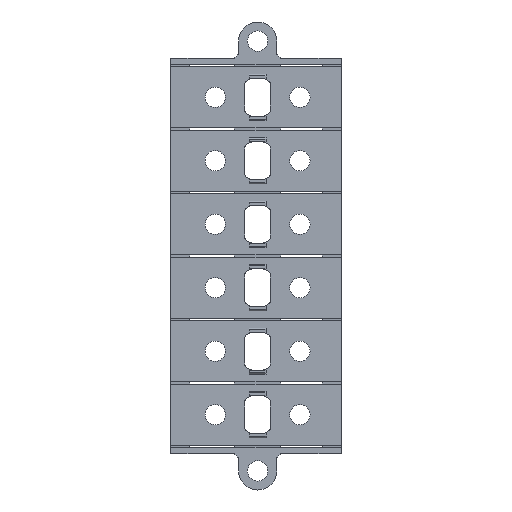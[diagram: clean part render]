
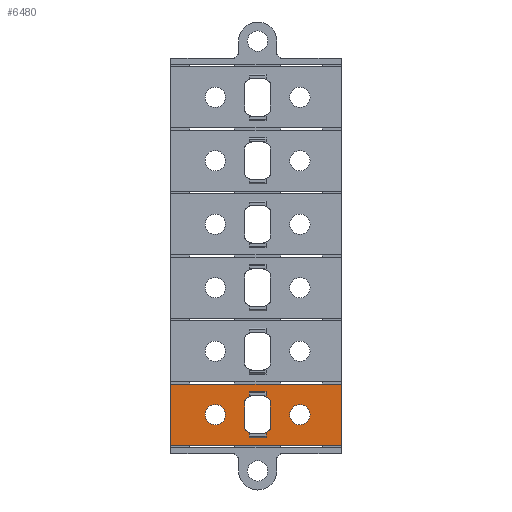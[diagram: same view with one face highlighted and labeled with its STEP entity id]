
A CAD part, left-side view. The second image highlights one B-rep face of the part: STEP entity #6480.
In plain terms, the highlighted planar face has unit normal (-1, 0, 0).
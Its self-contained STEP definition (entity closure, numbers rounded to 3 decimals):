
#921=DIRECTION('',(0.,0.,-1.));
#922=VECTOR('',#921,14.5);
#923=CARTESIAN_POINT('',(0.,-40.95,-67.75));
#924=LINE('',#923,#922);
#925=DIRECTION('',(0.,1.,0.));
#926=VECTOR('',#925,40.25);
#927=CARTESIAN_POINT('',(0.,-40.95,-82.25));
#928=LINE('',#927,#926);
#929=DIRECTION('',(0.,0.,1.));
#930=VECTOR('',#929,14.5);
#931=CARTESIAN_POINT('',(0.,-0.7,-82.25));
#932=LINE('',#931,#930);
#933=DIRECTION('',(0.,1.,0.));
#934=VECTOR('',#933,40.25);
#935=CARTESIAN_POINT('',(0.,-40.95,-67.75));
#936=LINE('',#935,#934);
#937=CARTESIAN_POINT('',(0.,-11.2,-75.));
#938=DIRECTION('',(1.,0.,0.));
#939=DIRECTION('',(0.,0.,-1.));
#940=AXIS2_PLACEMENT_3D('',#937,#938,#939);
#942=CARTESIAN_POINT('',(0.,-11.2,-75.));
#943=DIRECTION('',(1.,0.,0.));
#944=DIRECTION('',(0.,0.,1.));
#945=AXIS2_PLACEMENT_3D('',#942,#943,#944);
#947=CARTESIAN_POINT('',(0.,-31.2,-75.));
#948=DIRECTION('',(-1.,0.,0.));
#949=DIRECTION('',(0.,0.,1.));
#950=AXIS2_PLACEMENT_3D('',#947,#948,#949);
#952=CARTESIAN_POINT('',(0.,-31.2,-75.));
#953=DIRECTION('',(-1.,0.,0.));
#954=DIRECTION('',(0.,0.,-1.));
#955=AXIS2_PLACEMENT_3D('',#952,#953,#954);
#957=DIRECTION('',(0.,0.,1.));
#958=VECTOR('',#957,0.65);
#959=CARTESIAN_POINT('',(0.,-23.2,-80.1));
#960=LINE('',#959,#958);
#961=CARTESIAN_POINT('',(0.,-22.516,-78.95));
#962=DIRECTION('',(1.,0.,0.));
#963=DIRECTION('',(0.,-0.5,-0.866));
#964=AXIS2_PLACEMENT_3D('',#961,#962,#963);
#966=DIRECTION('',(0.,0.866,-0.5));
#967=VECTOR('',#966,1.367);
#968=CARTESIAN_POINT('',(0.,-23.95,-78.699));
#969=LINE('',#968,#967);
#970=CARTESIAN_POINT('',(0.,-23.7,-78.266));
#971=DIRECTION('',(1.,0.,0.));
#972=DIRECTION('',(0.,-1.,0.));
#973=AXIS2_PLACEMENT_3D('',#970,#971,#972);
#975=CARTESIAN_POINT('',(0.,-23.7,-71.734));
#976=DIRECTION('',(1.,0.,0.));
#977=DIRECTION('',(0.,-0.5,0.866));
#978=AXIS2_PLACEMENT_3D('',#975,#976,#977);
#980=DIRECTION('',(0.,-0.866,-0.5));
#981=VECTOR('',#980,1.367);
#982=CARTESIAN_POINT('',(0.,-22.766,-70.617));
#983=LINE('',#982,#981);
#984=CARTESIAN_POINT('',(0.,-22.516,-71.05));
#985=DIRECTION('',(1.,0.,0.));
#986=DIRECTION('',(0.,0.,1.));
#987=AXIS2_PLACEMENT_3D('',#984,#985,#986);
#989=DIRECTION('',(0.,0.,1.));
#990=VECTOR('',#989,0.65);
#991=CARTESIAN_POINT('',(0.,-23.2,-70.55));
#992=LINE('',#991,#990);
#993=DIRECTION('',(0.,1.,0.));
#994=VECTOR('',#993,4.);
#995=CARTESIAN_POINT('',(0.,-23.2,-69.9));
#996=LINE('',#995,#994);
#997=DIRECTION('',(0.,0.,-1.));
#998=VECTOR('',#997,0.65);
#999=CARTESIAN_POINT('',(0.,-19.2,-69.9));
#1000=LINE('',#999,#998);
#1001=CARTESIAN_POINT('',(0.,-19.884,-71.05));
#1002=DIRECTION('',(1.,0.,0.));
#1003=DIRECTION('',(0.,0.5,0.866));
#1004=AXIS2_PLACEMENT_3D('',#1001,#1002,#1003);
#1006=DIRECTION('',(0.,-0.866,0.5));
#1007=VECTOR('',#1006,1.367);
#1008=CARTESIAN_POINT('',(0.,-18.45,-71.301));
#1009=LINE('',#1008,#1007);
#1010=CARTESIAN_POINT('',(0.,-18.7,-71.734));
#1011=DIRECTION('',(1.,0.,0.));
#1012=DIRECTION('',(0.,1.,0.));
#1013=AXIS2_PLACEMENT_3D('',#1010,#1011,#1012);
#1015=CARTESIAN_POINT('',(0.,-18.7,-78.266));
#1016=DIRECTION('',(1.,0.,0.));
#1017=DIRECTION('',(0.,0.5,-0.866));
#1018=AXIS2_PLACEMENT_3D('',#1015,#1016,#1017);
#1020=DIRECTION('',(0.,0.866,0.5));
#1021=VECTOR('',#1020,1.367);
#1022=CARTESIAN_POINT('',(0.,-19.634,-79.383));
#1023=LINE('',#1022,#1021);
#1024=CARTESIAN_POINT('',(0.,-19.884,-78.95));
#1025=DIRECTION('',(1.,0.,0.));
#1026=DIRECTION('',(0.,0.,-1.));
#1027=AXIS2_PLACEMENT_3D('',#1024,#1025,#1026);
#1029=DIRECTION('',(0.,0.,-1.));
#1030=VECTOR('',#1029,0.65);
#1031=CARTESIAN_POINT('',(0.,-19.2,-79.45));
#1032=LINE('',#1031,#1030);
#1033=DIRECTION('',(0.,1.,0.));
#1034=VECTOR('',#1033,4.);
#1035=CARTESIAN_POINT('',(0.,-23.2,-80.1));
#1036=LINE('',#1035,#1034);
#3565=DIRECTION('',(0.,-1.,0.));
#3566=VECTOR('',#3565,0.684);
#3567=CARTESIAN_POINT('',(0.,-22.516,-79.45));
#3568=LINE('',#3567,#3566);
#3573=DIRECTION('',(0.,-1.,0.));
#3574=VECTOR('',#3573,0.684);
#3575=CARTESIAN_POINT('',(0.,-19.2,-79.45));
#3576=LINE('',#3575,#3574);
#3609=DIRECTION('',(0.,0.,1.));
#3610=VECTOR('',#3609,6.533);
#3611=CARTESIAN_POINT('',(0.,-18.2,-78.266));
#3612=LINE('',#3611,#3610);
#3625=DIRECTION('',(0.,1.,0.));
#3626=VECTOR('',#3625,0.684);
#3627=CARTESIAN_POINT('',(0.,-19.884,-70.55));
#3628=LINE('',#3627,#3626);
#3629=DIRECTION('',(0.,1.,0.));
#3630=VECTOR('',#3629,0.684);
#3631=CARTESIAN_POINT('',(0.,-23.2,-70.55));
#3632=LINE('',#3631,#3630);
#3673=DIRECTION('',(0.,0.,-1.));
#3674=VECTOR('',#3673,6.533);
#3675=CARTESIAN_POINT('',(0.,-24.2,-71.734));
#3676=LINE('',#3675,#3674);
#4749=CARTESIAN_POINT('',(0.,-40.95,-67.75));
#4750=CARTESIAN_POINT('',(0.,-40.95,-82.25));
#4751=VERTEX_POINT('',#4749);
#4752=VERTEX_POINT('',#4750);
#4753=CARTESIAN_POINT('',(0.,-0.7,-82.25));
#4754=CARTESIAN_POINT('',(0.,-0.7,-67.75));
#4755=VERTEX_POINT('',#4753);
#4756=VERTEX_POINT('',#4754);
#4757=CARTESIAN_POINT('',(0.,-11.2,-77.4));
#4758=CARTESIAN_POINT('',(0.,-11.2,-72.6));
#4759=VERTEX_POINT('',#4757);
#4760=VERTEX_POINT('',#4758);
#4765=CARTESIAN_POINT('',(0.,-31.2,-72.6));
#4766=CARTESIAN_POINT('',(0.,-31.2,-77.4));
#4767=VERTEX_POINT('',#4765);
#4768=VERTEX_POINT('',#4766);
#4773=CARTESIAN_POINT('',(0.,-18.2,-71.734));
#4774=CARTESIAN_POINT('',(0.,-18.45,-71.301));
#4775=VERTEX_POINT('',#4773);
#4776=VERTEX_POINT('',#4774);
#4777=CARTESIAN_POINT('',(0.,-19.634,-70.617));
#4778=VERTEX_POINT('',#4777);
#4779=CARTESIAN_POINT('',(0.,-22.766,-70.617));
#4780=CARTESIAN_POINT('',(0.,-23.95,-71.301));
#4781=VERTEX_POINT('',#4779);
#4782=VERTEX_POINT('',#4780);
#4783=CARTESIAN_POINT('',(0.,-24.2,-71.734));
#4784=VERTEX_POINT('',#4783);
#4785=CARTESIAN_POINT('',(0.,-24.2,-78.266));
#4786=CARTESIAN_POINT('',(0.,-23.95,-78.699));
#4787=VERTEX_POINT('',#4785);
#4788=VERTEX_POINT('',#4786);
#4789=CARTESIAN_POINT('',(0.,-22.766,-79.383));
#4790=VERTEX_POINT('',#4789);
#4791=CARTESIAN_POINT('',(0.,-19.634,-79.383));
#4792=CARTESIAN_POINT('',(0.,-18.45,-78.699));
#4793=VERTEX_POINT('',#4791);
#4794=VERTEX_POINT('',#4792);
#4795=CARTESIAN_POINT('',(0.,-18.2,-78.266));
#4796=VERTEX_POINT('',#4795);
#4797=CARTESIAN_POINT('',(0.,-19.884,-70.55));
#4798=VERTEX_POINT('',#4797);
#4799=CARTESIAN_POINT('',(0.,-22.516,-70.55));
#4800=VERTEX_POINT('',#4799);
#4801=CARTESIAN_POINT('',(0.,-22.516,-79.45));
#4802=VERTEX_POINT('',#4801);
#4803=CARTESIAN_POINT('',(0.,-19.884,-79.45));
#4804=VERTEX_POINT('',#4803);
#5429=CARTESIAN_POINT('',(0.,-23.2,-80.1));
#5430=CARTESIAN_POINT('',(0.,-23.2,-79.45));
#5431=VERTEX_POINT('',#5429);
#5432=VERTEX_POINT('',#5430);
#5433=CARTESIAN_POINT('',(0.,-23.2,-70.55));
#5434=CARTESIAN_POINT('',(0.,-23.2,-69.9));
#5435=VERTEX_POINT('',#5433);
#5436=VERTEX_POINT('',#5434);
#5437=CARTESIAN_POINT('',(0.,-19.2,-79.45));
#5438=CARTESIAN_POINT('',(0.,-19.2,-80.1));
#5439=VERTEX_POINT('',#5437);
#5440=VERTEX_POINT('',#5438);
#5441=CARTESIAN_POINT('',(0.,-19.2,-69.9));
#5442=CARTESIAN_POINT('',(0.,-19.2,-70.55));
#5443=VERTEX_POINT('',#5441);
#5444=VERTEX_POINT('',#5442);
#6405=CARTESIAN_POINT('',(0.,0.,-75.));
#6406=DIRECTION('',(1.,0.,0.));
#6407=DIRECTION('',(0.,0.,-1.));
#6408=AXIS2_PLACEMENT_3D('',#6405,#6406,#6407);
#6409=PLANE('',#6408);
#6410=ORIENTED_EDGE('',*,*,#6228,.T.);
#6412=ORIENTED_EDGE('',*,*,#6411,.T.);
#6414=ORIENTED_EDGE('',*,*,#6413,.T.);
#6415=ORIENTED_EDGE('',*,*,#6387,.F.);
#6416=EDGE_LOOP('',(#6410,#6412,#6414,#6415));
#6417=FACE_OUTER_BOUND('',#6416,.F.);
#6419=ORIENTED_EDGE('',*,*,#6418,.F.);
#6421=ORIENTED_EDGE('',*,*,#6420,.F.);
#6422=EDGE_LOOP('',(#6419,#6421));
#6423=FACE_BOUND('',#6422,.F.);
#6425=ORIENTED_EDGE('',*,*,#6424,.T.);
#6427=ORIENTED_EDGE('',*,*,#6426,.T.);
#6428=EDGE_LOOP('',(#6425,#6427));
#6429=FACE_BOUND('',#6428,.F.);
#6431=ORIENTED_EDGE('',*,*,#6430,.T.);
#6433=ORIENTED_EDGE('',*,*,#6432,.F.);
#6435=ORIENTED_EDGE('',*,*,#6434,.F.);
#6437=ORIENTED_EDGE('',*,*,#6436,.F.);
#6439=ORIENTED_EDGE('',*,*,#6438,.F.);
#6441=ORIENTED_EDGE('',*,*,#6440,.F.);
#6443=ORIENTED_EDGE('',*,*,#6442,.F.);
#6445=ORIENTED_EDGE('',*,*,#6444,.F.);
#6447=ORIENTED_EDGE('',*,*,#6446,.F.);
#6449=ORIENTED_EDGE('',*,*,#6448,.F.);
#6451=ORIENTED_EDGE('',*,*,#6450,.T.);
#6453=ORIENTED_EDGE('',*,*,#6452,.T.);
#6455=ORIENTED_EDGE('',*,*,#6454,.T.);
#6457=ORIENTED_EDGE('',*,*,#6456,.F.);
#6459=ORIENTED_EDGE('',*,*,#6458,.F.);
#6461=ORIENTED_EDGE('',*,*,#6460,.F.);
#6463=ORIENTED_EDGE('',*,*,#6462,.F.);
#6465=ORIENTED_EDGE('',*,*,#6464,.F.);
#6467=ORIENTED_EDGE('',*,*,#6466,.F.);
#6469=ORIENTED_EDGE('',*,*,#6468,.F.);
#6471=ORIENTED_EDGE('',*,*,#6470,.F.);
#6473=ORIENTED_EDGE('',*,*,#6472,.F.);
#6475=ORIENTED_EDGE('',*,*,#6474,.T.);
#6477=ORIENTED_EDGE('',*,*,#6476,.F.);
#6478=EDGE_LOOP('',(#6431,#6433,#6435,#6437,#6439,#6441,#6443,#6445,#6447,#6449,
#6451,#6453,#6455,#6457,#6459,#6461,#6463,#6465,#6467,#6469,#6471,#6473,#6475,
#6477));
#6479=FACE_BOUND('',#6478,.F.);
#6480=ADVANCED_FACE('',(#6417,#6423,#6429,#6479),#6409,.F.);
#941=CIRCLE('',#940,2.4);
#946=CIRCLE('',#945,2.4);
#951=CIRCLE('',#950,2.4);
#956=CIRCLE('',#955,2.4);
#965=CIRCLE('',#964,0.5);
#974=CIRCLE('',#973,0.5);
#979=CIRCLE('',#978,0.5);
#988=CIRCLE('',#987,0.5);
#1005=CIRCLE('',#1004,0.5);
#1014=CIRCLE('',#1013,0.5);
#1019=CIRCLE('',#1018,0.5);
#1028=CIRCLE('',#1027,0.5);
#6228=EDGE_CURVE('',#4751,#4752,#924,.T.);
#6387=EDGE_CURVE('',#4751,#4756,#936,.T.);
#6411=EDGE_CURVE('',#4752,#4755,#928,.T.);
#6413=EDGE_CURVE('',#4755,#4756,#932,.T.);
#6418=EDGE_CURVE('',#4759,#4760,#941,.T.);
#6420=EDGE_CURVE('',#4760,#4759,#946,.T.);
#6424=EDGE_CURVE('',#4767,#4768,#951,.T.);
#6426=EDGE_CURVE('',#4768,#4767,#956,.T.);
#6430=EDGE_CURVE('',#5431,#5432,#960,.T.);
#6432=EDGE_CURVE('',#4802,#5432,#3568,.T.);
#6434=EDGE_CURVE('',#4790,#4802,#965,.T.);
#6436=EDGE_CURVE('',#4788,#4790,#969,.T.);
#6438=EDGE_CURVE('',#4787,#4788,#974,.T.);
#6440=EDGE_CURVE('',#4784,#4787,#3676,.T.);
#6442=EDGE_CURVE('',#4782,#4784,#979,.T.);
#6444=EDGE_CURVE('',#4781,#4782,#983,.T.);
#6446=EDGE_CURVE('',#4800,#4781,#988,.T.);
#6448=EDGE_CURVE('',#5435,#4800,#3632,.T.);
#6450=EDGE_CURVE('',#5435,#5436,#992,.T.);
#6452=EDGE_CURVE('',#5436,#5443,#996,.T.);
#6454=EDGE_CURVE('',#5443,#5444,#1000,.T.);
#6456=EDGE_CURVE('',#4798,#5444,#3628,.T.);
#6458=EDGE_CURVE('',#4778,#4798,#1005,.T.);
#6460=EDGE_CURVE('',#4776,#4778,#1009,.T.);
#6462=EDGE_CURVE('',#4775,#4776,#1014,.T.);
#6464=EDGE_CURVE('',#4796,#4775,#3612,.T.);
#6466=EDGE_CURVE('',#4794,#4796,#1019,.T.);
#6468=EDGE_CURVE('',#4793,#4794,#1023,.T.);
#6470=EDGE_CURVE('',#4804,#4793,#1028,.T.);
#6472=EDGE_CURVE('',#5439,#4804,#3576,.T.);
#6474=EDGE_CURVE('',#5439,#5440,#1032,.T.);
#6476=EDGE_CURVE('',#5431,#5440,#1036,.T.);
